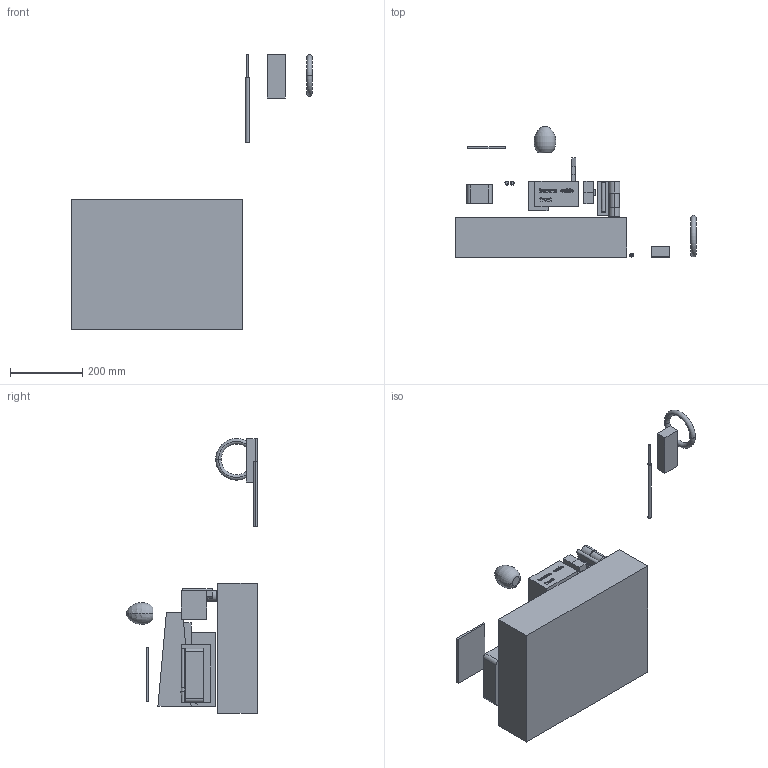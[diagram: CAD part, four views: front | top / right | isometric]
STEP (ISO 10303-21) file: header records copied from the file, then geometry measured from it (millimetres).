
FILE_DESCRIPTION((''),'2;1');
FILE_NAME('ESCRUTI_BOX1_V1_ASM','2026-02-09T09:44:41',('Samuel'),(''),'CREO PARAMETRIC BY PTC INC, 2023073','CREO PARAMETRIC BY PTC INC, 2023073','');
FILE_SCHEMA(('CONFIG_CONTROL_DESIGN'));
Length unit declared in the file: millimetre
Products named in the file (20): WUERTH_BOX; SCHAUM; METRAHIT; MASSBAND; TASCHENLAMPE; SEKUNDENKLEBER; FEUERZEUG; ZOLLSTOCK; MESSCHIEBER_KLEIN; NOTIZBLOCK; STIFT; IMD_TESTER; PROBE; 60V_QUELLE; LADEGERAET_60V_V1; LADEGERAET_60V_V1_KABEL; BANANENKABEL; MESSSCHIEBER_GROSS; EIERUHR; ESCRUTI_BOX1_V1_ASM
Assembly tree (20 placements, depth 2):
  ESCRUTI_BOX1_V1_ASM
    WUERTH_BOX
    SCHAUM
    METRAHIT
    MASSBAND
    TASCHENLAMPE
    SEKUNDENKLEBER
    FEUERZEUG
    ZOLLSTOCK
    MESSCHIEBER_KLEIN
    NOTIZBLOCK
    STIFT  x2
    IMD_TESTER
    PROBE
    60V_QUELLE
    LADEGERAET_60V_V1
    LADEGERAET_60V_V1_KABEL
    BANANENKABEL
    MESSSCHIEBER_GROSS
    EIERUHR
Bounding box: 664.32 x 361.33 x 759.86 mm (x, y, z)
Volume: 18814528.6 mm3; surface area: 1833926.1 mm2
Topology: 20 solids, 20 shells, 1672 faces, 4632 edges, 3082 vertices
Faces by surface type: plane 1615, cylinder 41, cone 10, torus 4, revolution 2
Entity records: 52422 total; most frequent: CARTESIAN_POINT 9419, ORIENTED_EDGE 9198, DIRECTION 8091, EDGE_CURVE 4599, VECTOR 4491, LINE 4491, VERTEX_POINT 3062, AXIS2_PLACEMENT_3D 1799
